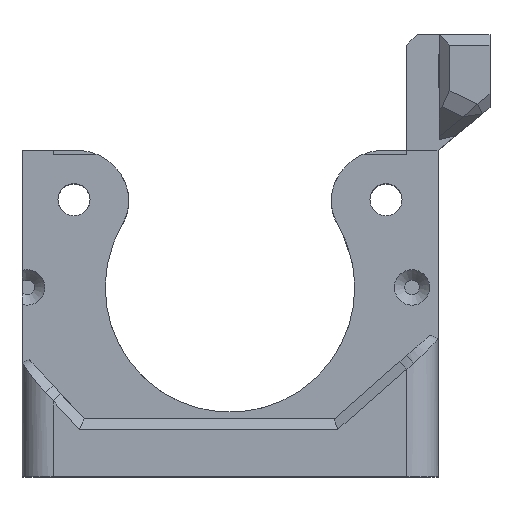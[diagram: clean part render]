
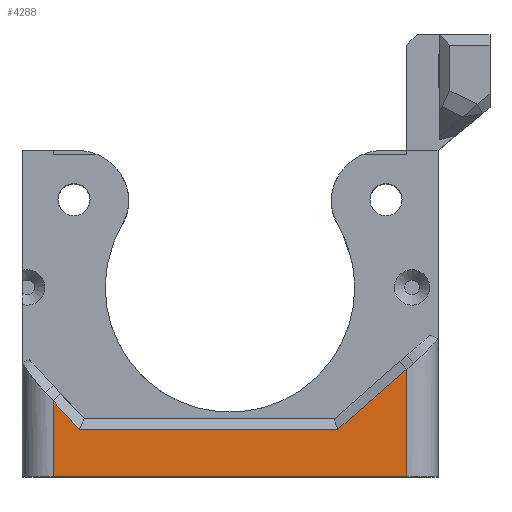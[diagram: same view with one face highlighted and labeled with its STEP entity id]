
A CAD part, top view. The second image highlights one B-rep face of the part: STEP entity #4288.
In plain terms, the highlighted planar face has unit normal (0, 0, 1).
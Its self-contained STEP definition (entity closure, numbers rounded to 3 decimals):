
#159 = CYLINDRICAL_SURFACE('',#160,3.);
#160 = AXIS2_PLACEMENT_3D('',#161,#162,#163);
#161 = CARTESIAN_POINT('',(17.,-45.05,0.));
#162 = DIRECTION('',(0.,1.,0.));
#163 = DIRECTION('',(0.707,0.,0.707));
#187 = PLANE('',#188);
#188 = AXIS2_PLACEMENT_3D('',#189,#190,#191);
#189 = CARTESIAN_POINT('',(0.,-45.05,-17.));
#190 = DIRECTION('',(0.,1.,0.));
#191 = DIRECTION('',(-1.,0.,0.));
#1211 = VERTEX_POINT('',#1212);
#1212 = CARTESIAN_POINT('',(17.,-34.719,3.));
#1253 = EDGE_CURVE('',#1211,#1254,#1256,.T.);
#1254 = VERTEX_POINT('',#1255);
#1255 = CARTESIAN_POINT('',(17.,-45.05,3.));
#1256 = SURFACE_CURVE('',#1257,(#1261,#1268),.PCURVE_S1.);
#1257 = LINE('',#1258,#1259);
#1258 = CARTESIAN_POINT('',(17.,-45.05,3.));
#1259 = VECTOR('',#1260,1.);
#1260 = DIRECTION('',(0.,-1.,0.));
#1261 = PCURVE('',#159,#1262);
#1262 = DEFINITIONAL_REPRESENTATION('',(#1263),#1267);
#1263 = LINE('',#1264,#1265);
#1264 = CARTESIAN_POINT('',(-0.785,0.));
#1265 = VECTOR('',#1266,1.);
#1266 = DIRECTION('',(0.,-1.));
#1267 = ( GEOMETRIC_REPRESENTATION_CONTEXT(2) 
PARAMETRIC_REPRESENTATION_CONTEXT() REPRESENTATION_CONTEXT('2D SPACE',''
  ) );
#1268 = PCURVE('',#1269,#1274);
#1269 = PLANE('',#1270);
#1270 = AXIS2_PLACEMENT_3D('',#1271,#1272,#1273);
#1271 = CARTESIAN_POINT('',(-20.,-45.05,3.));
#1272 = DIRECTION('',(0.,0.,1.));
#1273 = DIRECTION('',(1.,0.,0.));
#1274 = DEFINITIONAL_REPRESENTATION('',(#1275),#1279);
#1275 = LINE('',#1276,#1277);
#1276 = CARTESIAN_POINT('',(37.,0.));
#1277 = VECTOR('',#1278,1.);
#1278 = DIRECTION('',(0.,-1.));
#1279 = ( GEOMETRIC_REPRESENTATION_CONTEXT(2) 
PARAMETRIC_REPRESENTATION_CONTEXT() REPRESENTATION_CONTEXT('2D SPACE',''
  ) );
#1391 = EDGE_CURVE('',#1254,#1392,#1394,.T.);
#1392 = VERTEX_POINT('',#1393);
#1393 = CARTESIAN_POINT('',(-17.,-45.05,3.));
#1394 = SURFACE_CURVE('',#1395,(#1399,#1406),.PCURVE_S1.);
#1395 = LINE('',#1396,#1397);
#1396 = CARTESIAN_POINT('',(20.,-45.05,3.));
#1397 = VECTOR('',#1398,1.);
#1398 = DIRECTION('',(-1.,0.,0.));
#1399 = PCURVE('',#187,#1400);
#1400 = DEFINITIONAL_REPRESENTATION('',(#1401),#1405);
#1401 = LINE('',#1402,#1403);
#1402 = CARTESIAN_POINT('',(-20.,20.));
#1403 = VECTOR('',#1404,1.);
#1404 = DIRECTION('',(1.,0.));
#1405 = ( GEOMETRIC_REPRESENTATION_CONTEXT(2) 
PARAMETRIC_REPRESENTATION_CONTEXT() REPRESENTATION_CONTEXT('2D SPACE',''
  ) );
#1406 = PCURVE('',#1269,#1407);
#1407 = DEFINITIONAL_REPRESENTATION('',(#1408),#1412);
#1408 = LINE('',#1409,#1410);
#1409 = CARTESIAN_POINT('',(40.,0.));
#1410 = VECTOR('',#1411,1.);
#1411 = DIRECTION('',(-1.,0.));
#1412 = ( GEOMETRIC_REPRESENTATION_CONTEXT(2) 
PARAMETRIC_REPRESENTATION_CONTEXT() REPRESENTATION_CONTEXT('2D SPACE',''
  ) );
#1431 = CYLINDRICAL_SURFACE('',#1432,3.);
#1432 = AXIS2_PLACEMENT_3D('',#1433,#1434,#1435);
#1433 = CARTESIAN_POINT('',(-17.,-45.05,0.));
#1434 = DIRECTION('',(0.,1.,0.));
#1435 = DIRECTION('',(-0.707,0.,0.707));
#4177 = PLANE('',#4178);
#4178 = AXIS2_PLACEMENT_3D('',#4179,#4180,#4181);
#4179 = CARTESIAN_POINT('',(5.473,-44.116,2.5));
#4180 = DIRECTION('',(-0.465,0.533,0.707));
#4181 = DIRECTION('',(-0.753,-0.658,0.)
  );
#4288 = ADVANCED_FACE('',(#4289),#1269,.T.);
#4289 = FACE_BOUND('',#4290,.T.);
#4290 = EDGE_LOOP('',(#4291,#4314,#4342,#4370,#4391,#4392));
#4291 = ORIENTED_EDGE('',*,*,#4292,.F.);
#4292 = EDGE_CURVE('',#4293,#1211,#4295,.T.);
#4293 = VERTEX_POINT('',#4294);
#4294 = CARTESIAN_POINT('',(10.377,-40.5,3.));
#4295 = SURFACE_CURVE('',#4296,(#4300,#4307),.PCURVE_S1.);
#4296 = LINE('',#4297,#4298);
#4297 = CARTESIAN_POINT('',(5.802,-44.493,3.));
#4298 = VECTOR('',#4299,1.);
#4299 = DIRECTION('',(0.753,0.658,0.));
#4300 = PCURVE('',#1269,#4301);
#4301 = DEFINITIONAL_REPRESENTATION('',(#4302),#4306);
#4302 = LINE('',#4303,#4304);
#4303 = CARTESIAN_POINT('',(25.802,0.557));
#4304 = VECTOR('',#4305,1.);
#4305 = DIRECTION('',(0.753,0.658));
#4306 = ( GEOMETRIC_REPRESENTATION_CONTEXT(2) 
PARAMETRIC_REPRESENTATION_CONTEXT() REPRESENTATION_CONTEXT('2D SPACE',''
  ) );
#4307 = PCURVE('',#4177,#4308);
#4308 = DEFINITIONAL_REPRESENTATION('',(#4309),#4313);
#4309 = LINE('',#4310,#4311);
#4310 = CARTESIAN_POINT('',(0.,0.707));
#4311 = VECTOR('',#4312,1.);
#4312 = DIRECTION('',(-1.,0.));
#4313 = ( GEOMETRIC_REPRESENTATION_CONTEXT(2) 
PARAMETRIC_REPRESENTATION_CONTEXT() REPRESENTATION_CONTEXT('2D SPACE',''
  ) );
#4314 = ORIENTED_EDGE('',*,*,#4315,.F.);
#4315 = EDGE_CURVE('',#4316,#4293,#4318,.T.);
#4316 = VERTEX_POINT('',#4317);
#4317 = CARTESIAN_POINT('',(-14.473,-40.5,3.));
#4318 = SURFACE_CURVE('',#4319,(#4323,#4330),.PCURVE_S1.);
#4319 = LINE('',#4320,#4321);
#4320 = CARTESIAN_POINT('',(-5.075,-40.5,3.));
#4321 = VECTOR('',#4322,1.);
#4322 = DIRECTION('',(1.,0.,0.));
#4323 = PCURVE('',#1269,#4324);
#4324 = DEFINITIONAL_REPRESENTATION('',(#4325),#4329);
#4325 = LINE('',#4326,#4327);
#4326 = CARTESIAN_POINT('',(14.925,4.55));
#4327 = VECTOR('',#4328,1.);
#4328 = DIRECTION('',(1.,0.));
#4329 = ( GEOMETRIC_REPRESENTATION_CONTEXT(2) 
PARAMETRIC_REPRESENTATION_CONTEXT() REPRESENTATION_CONTEXT('2D SPACE',''
  ) );
#4330 = PCURVE('',#4331,#4336);
#4331 = PLANE('',#4332);
#4332 = AXIS2_PLACEMENT_3D('',#4333,#4334,#4335);
#4333 = CARTESIAN_POINT('',(-5.075,-40.,2.5));
#4334 = DIRECTION('',(0.,0.707,0.707));
#4335 = DIRECTION('',(-1.,0.,0.));
#4336 = DEFINITIONAL_REPRESENTATION('',(#4337),#4341);
#4337 = LINE('',#4338,#4339);
#4338 = CARTESIAN_POINT('',(0.,0.707));
#4339 = VECTOR('',#4340,1.);
#4340 = DIRECTION('',(-1.,0.));
#4341 = ( GEOMETRIC_REPRESENTATION_CONTEXT(2) 
PARAMETRIC_REPRESENTATION_CONTEXT() REPRESENTATION_CONTEXT('2D SPACE',''
  ) );
#4342 = ORIENTED_EDGE('',*,*,#4343,.F.);
#4343 = EDGE_CURVE('',#4344,#4316,#4346,.T.);
#4344 = VERTEX_POINT('',#4345);
#4345 = CARTESIAN_POINT('',(-17.,-37.777,3.));
#4346 = SURFACE_CURVE('',#4347,(#4351,#4358),.PCURVE_S1.);
#4347 = LINE('',#4348,#4349);
#4348 = CARTESIAN_POINT('',(-14.734,-40.218,3.));
#4349 = VECTOR('',#4350,1.);
#4350 = DIRECTION('',(0.68,-0.733,0.));
#4351 = PCURVE('',#1269,#4352);
#4352 = DEFINITIONAL_REPRESENTATION('',(#4353),#4357);
#4353 = LINE('',#4354,#4355);
#4354 = CARTESIAN_POINT('',(5.266,4.832));
#4355 = VECTOR('',#4356,1.);
#4356 = DIRECTION('',(0.68,-0.733));
#4357 = ( GEOMETRIC_REPRESENTATION_CONTEXT(2) 
PARAMETRIC_REPRESENTATION_CONTEXT() REPRESENTATION_CONTEXT('2D SPACE',''
  ) );
#4358 = PCURVE('',#4359,#4364);
#4359 = PLANE('',#4360);
#4360 = AXIS2_PLACEMENT_3D('',#4361,#4362,#4363);
#4361 = CARTESIAN_POINT('',(-14.367,-39.878,2.5));
#4362 = DIRECTION('',(0.518,0.481,0.707));
#4363 = DIRECTION('',(-0.68,0.733,0.)
  );
#4364 = DEFINITIONAL_REPRESENTATION('',(#4365),#4369);
#4365 = LINE('',#4366,#4367);
#4366 = CARTESIAN_POINT('',(0.,0.707));
#4367 = VECTOR('',#4368,1.);
#4368 = DIRECTION('',(-1.,0.));
#4369 = ( GEOMETRIC_REPRESENTATION_CONTEXT(2) 
PARAMETRIC_REPRESENTATION_CONTEXT() REPRESENTATION_CONTEXT('2D SPACE',''
  ) );
#4370 = ORIENTED_EDGE('',*,*,#4371,.F.);
#4371 = EDGE_CURVE('',#1392,#4344,#4372,.T.);
#4372 = SURFACE_CURVE('',#4373,(#4377,#4384),.PCURVE_S1.);
#4373 = LINE('',#4374,#4375);
#4374 = CARTESIAN_POINT('',(-17.,-45.05,3.));
#4375 = VECTOR('',#4376,1.);
#4376 = DIRECTION('',(0.,1.,0.));
#4377 = PCURVE('',#1269,#4378);
#4378 = DEFINITIONAL_REPRESENTATION('',(#4379),#4383);
#4379 = LINE('',#4380,#4381);
#4380 = CARTESIAN_POINT('',(3.,0.));
#4381 = VECTOR('',#4382,1.);
#4382 = DIRECTION('',(0.,1.));
#4383 = ( GEOMETRIC_REPRESENTATION_CONTEXT(2) 
PARAMETRIC_REPRESENTATION_CONTEXT() REPRESENTATION_CONTEXT('2D SPACE',''
  ) );
#4384 = PCURVE('',#1431,#4385);
#4385 = DEFINITIONAL_REPRESENTATION('',(#4386),#4390);
#4386 = LINE('',#4387,#4388);
#4387 = CARTESIAN_POINT('',(7.069,0.));
#4388 = VECTOR('',#4389,1.);
#4389 = DIRECTION('',(0.,1.));
#4390 = ( GEOMETRIC_REPRESENTATION_CONTEXT(2) 
PARAMETRIC_REPRESENTATION_CONTEXT() REPRESENTATION_CONTEXT('2D SPACE',''
  ) );
#4391 = ORIENTED_EDGE('',*,*,#1391,.F.);
#4392 = ORIENTED_EDGE('',*,*,#1253,.F.);
